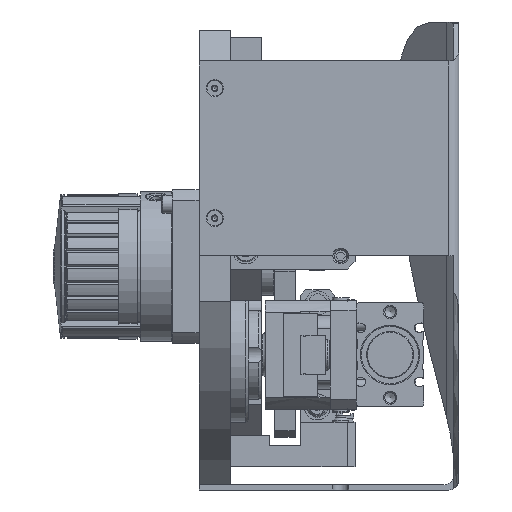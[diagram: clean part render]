
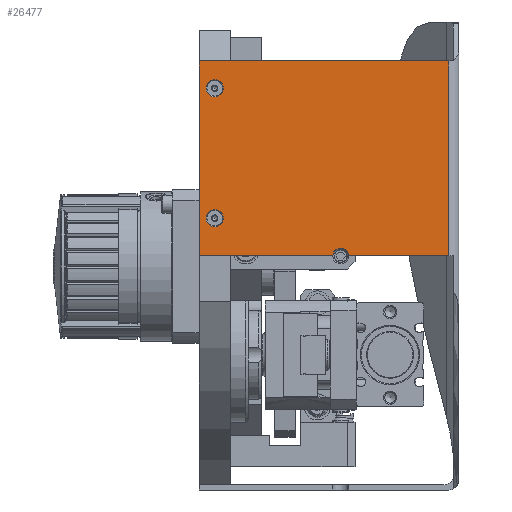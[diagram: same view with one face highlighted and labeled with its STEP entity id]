
A CAD part, front view. The second image highlights one B-rep face of the part: STEP entity #26477.
In plain terms, the highlighted face is planar.
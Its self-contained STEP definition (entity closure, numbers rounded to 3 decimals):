
#1948=PLANE('',#30434);
#3474=LINE('',#47123,#5036);
#3475=LINE('',#47126,#5037);
#3476=LINE('',#47128,#5038);
#3477=LINE('',#47130,#5039);
#3478=LINE('',#47134,#5040);
#5036=VECTOR('',#38265,1000.);
#5037=VECTOR('',#38266,1000.);
#5038=VECTOR('',#38267,1000.);
#5039=VECTOR('',#38268,1000.);
#5040=VECTOR('',#38271,1000.);
#11439=ORIENTED_EDGE('',*,*,#14992,.T.);
#11440=ORIENTED_EDGE('',*,*,#14993,.T.);
#11441=ORIENTED_EDGE('',*,*,#14994,.F.);
#11442=ORIENTED_EDGE('',*,*,#14995,.F.);
#11443=ORIENTED_EDGE('',*,*,#14996,.T.);
#11444=ORIENTED_EDGE('',*,*,#14997,.F.);
#11445=ORIENTED_EDGE('',*,*,#14998,.F.);
#11446=ORIENTED_EDGE('',*,*,#14999,.F.);
#14992=EDGE_CURVE('',#17523,#17523,#19008,.T.);
#14993=EDGE_CURVE('',#17524,#17524,#19009,.T.);
#14994=EDGE_CURVE('',#17525,#17526,#3474,.T.);
#14995=EDGE_CURVE('',#17527,#17525,#3475,.T.);
#14996=EDGE_CURVE('',#17527,#17528,#3476,.T.);
#14997=EDGE_CURVE('',#17529,#17528,#3477,.T.);
#14998=EDGE_CURVE('',#17530,#17529,#19010,.T.);
#14999=EDGE_CURVE('',#17526,#17530,#3478,.T.);
#17523=VERTEX_POINT('',#47120);
#17524=VERTEX_POINT('',#47122);
#17525=VERTEX_POINT('',#47124);
#17526=VERTEX_POINT('',#47125);
#17527=VERTEX_POINT('',#47127);
#17528=VERTEX_POINT('',#47129);
#17529=VERTEX_POINT('',#47131);
#17530=VERTEX_POINT('',#47133);
#19008=CIRCLE('',#30435,3.3);
#19009=CIRCLE('',#30436,3.3);
#19010=CIRCLE('',#30437,3.);
#21547=EDGE_LOOP('',(#11439));
#21548=EDGE_LOOP('',(#11440));
#21549=EDGE_LOOP('',(#11441,#11442,#11443,#11444,#11445,#11446));
#24188=FACE_BOUND('',#21547,.T.);
#24189=FACE_BOUND('',#21548,.T.);
#24190=FACE_BOUND('',#21549,.T.);
#26477=ADVANCED_FACE('',(#24188,#24189,#24190),#1948,.F.);
#30434=AXIS2_PLACEMENT_3D('',#47118,#38259,#38260);
#30435=AXIS2_PLACEMENT_3D('',#47119,#38261,#38262);
#30436=AXIS2_PLACEMENT_3D('',#47121,#38263,#38264);
#30437=AXIS2_PLACEMENT_3D('',#47132,#38269,#38270);
#38259=DIRECTION('',(0.,0.,-1.));
#38260=DIRECTION('',(-1.,0.,0.));
#38261=DIRECTION('',(0.,0.,-1.));
#38262=DIRECTION('',(-1.,0.,0.));
#38263=DIRECTION('',(0.,0.,-1.));
#38264=DIRECTION('',(-1.,0.,0.));
#38265=DIRECTION('',(1.,0.,0.));
#38266=DIRECTION('',(0.,1.,0.));
#38267=DIRECTION('',(1.,0.,0.));
#38268=DIRECTION('',(0.,-1.,0.));
#38269=DIRECTION('',(0.,0.,1.));
#38270=DIRECTION('',(1.,0.,0.));
#38271=DIRECTION('',(0.,-1.,0.));
#47118=CARTESIAN_POINT('',(-165.1,100.,0.));
#47119=CARTESIAN_POINT('',(-154.6,6.,0.));
#47120=CARTESIAN_POINT('',(-157.9,6.,0.));
#47121=CARTESIAN_POINT('',(-104.6,6.,0.));
#47122=CARTESIAN_POINT('',(-107.9,6.,0.));
#47123=CARTESIAN_POINT('',(-180.,96.,0.));
#47124=CARTESIAN_POINT('',(-165.1,96.,0.));
#47125=CARTESIAN_POINT('',(-90.1,96.,0.));
#47126=CARTESIAN_POINT('',(-165.1,-2.,0.));
#47127=CARTESIAN_POINT('',(-165.1,0.,0.));
#47128=CARTESIAN_POINT('',(-165.1,0.,0.));
#47129=CARTESIAN_POINT('',(-90.1,0.,0.));
#47130=CARTESIAN_POINT('',(-90.1,51.5,0.));
#47131=CARTESIAN_POINT('',(-90.1,51.5,0.));
#47132=CARTESIAN_POINT('',(-90.1,54.5,0.));
#47133=CARTESIAN_POINT('',(-90.1,57.5,0.));
#47134=CARTESIAN_POINT('',(-90.1,98.,0.));
